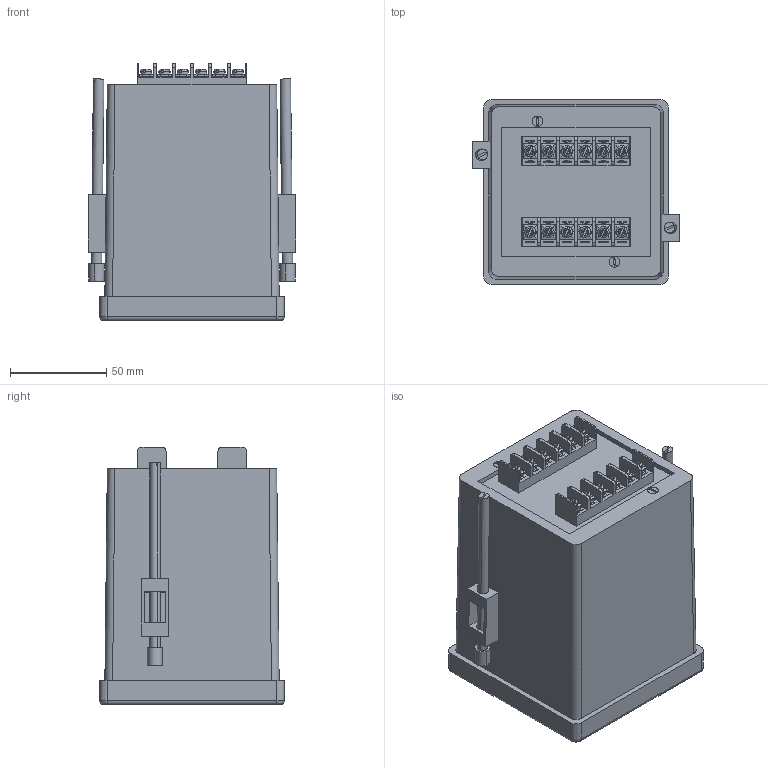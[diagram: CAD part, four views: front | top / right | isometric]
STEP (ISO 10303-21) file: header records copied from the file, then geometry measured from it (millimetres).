
FILE_DESCRIPTION (( 'STEP AP214' ), '1' );
FILE_NAME ('IC-110-04.STEP', '2022-01-17T14:22:44', ( '' ), ( '' ), 'SwSTEP 2.0', 'SolidWorks 2017', '' );
FILE_SCHEMA (( 'AUTOMOTIVE_DESIGN' ));
Length unit declared in the file: millimetre
Products named in the file (87): Front Plate FP-96-00; Gt-1-Terminal sheetmetal; Washer; Screw; Clamp-Plastic-1; Clamp-Metal-110; Gaurang-GT-1.plastic-6ways; Screw-Countershank-Small; BrassInsert; GT-1PCB - 6Way; Clamp-Plastic-2; BP-96-00; Screw-Countershank; Case IC-110; Screw+Washer; TerminalGT-1-6-ways; Back Plate BP-96-00; Angels MAG-110; Metal Plate MPL-110; GT-1-MetalPart; Clamp-110; Back Plate BP-96-00-GT-1Ter.; IC-110-04
Assembly tree (40 placements, depth 6):
  Gt-1-Terminal sheetmetal
  Washer
  Screw
  Clamp-Plastic-1
  Gt-1-Terminal sheetmetal
Bounding box: 107.98 x 96 x 133.5 mm (x, y, z)
Volume: 171709.1 mm3; surface area: 179735.3 mm2
Topology: 64 solids, 64 shells, 2179 faces, 5570 edges, 3544 vertices
Faces by surface type: plane 1237, cylinder 822, cone 80, bspline 36, torus 4
Entity records: 20047 total; most frequent: CARTESIAN_POINT 3747, DIRECTION 3087, ORIENTED_EDGE 2994, EDGE_CURVE 1497, AXIS2_PLACEMENT_3D 1040, LINE 1007, VECTOR 1007, VERTEX_POINT 971
